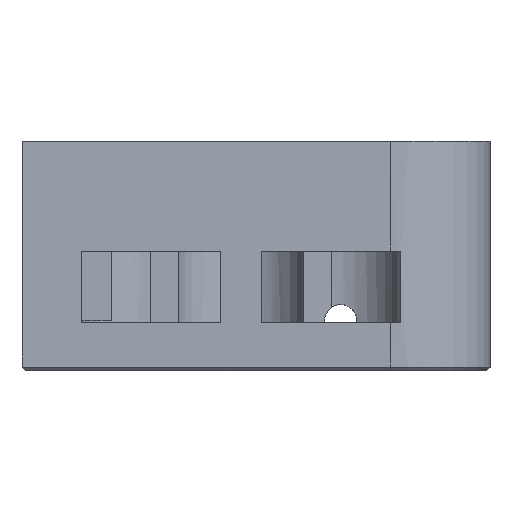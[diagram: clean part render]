
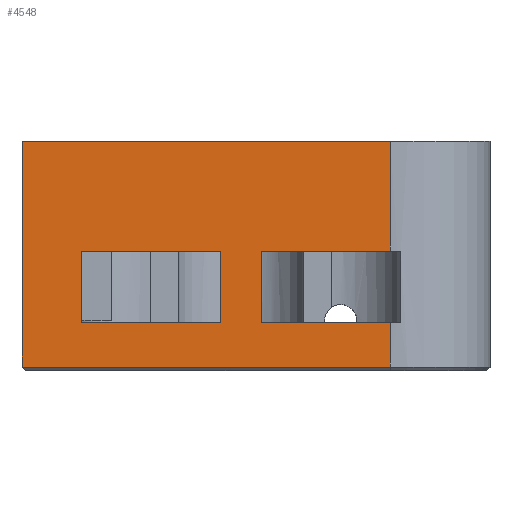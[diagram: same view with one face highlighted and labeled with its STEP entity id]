
A CAD part, left-side view. The second image highlights one B-rep face of the part: STEP entity #4548.
In plain terms, the highlighted planar face has unit normal (-1, 0, 0).
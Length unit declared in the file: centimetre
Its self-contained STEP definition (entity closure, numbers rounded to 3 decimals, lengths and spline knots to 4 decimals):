
#240=VERTEX_POINT('',#6229);
#241=VERTEX_POINT('',#6231);
#315=VERTEX_POINT('',#6566);
#316=VERTEX_POINT('',#6568);
#319=VERTEX_POINT('',#6574);
#320=VERTEX_POINT('',#6578);
#321=VERTEX_POINT('',#6580);
#322=VERTEX_POINT('',#6583);
#323=VERTEX_POINT('',#6586);
#324=VERTEX_POINT('',#6587);
#325=VERTEX_POINT('',#6589);
#326=VERTEX_POINT('',#6591);
#720=VECTOR('',#5178,1.);
#794=VECTOR('',#5358,1.);
#796=VECTOR('',#5364,1.);
#797=VECTOR('',#5366,1.);
#798=VECTOR('',#5367,1.);
#799=VECTOR('',#5368,1.);
#800=VECTOR('',#5369,1.);
#801=VECTOR('',#5370,1.);
#802=VECTOR('',#5371,1.);
#803=VECTOR('',#5372,1.);
#804=VECTOR('',#5373,1.);
#805=VECTOR('',#5374,1.);
#1273=LINE('',#6230,#720);
#1347=LINE('',#6567,#794);
#1349=LINE('',#6575,#796);
#1350=LINE('',#6577,#797);
#1351=LINE('',#6579,#798);
#1352=LINE('',#6581,#799);
#1353=LINE('',#6582,#800);
#1354=LINE('',#6584,#801);
#1355=LINE('',#6585,#802);
#1356=LINE('',#6588,#803);
#1357=LINE('',#6590,#804);
#1358=LINE('',#6592,#805);
#1837=EDGE_CURVE('',#240,#241,#1273,.T.);
#1951=EDGE_CURVE('',#315,#316,#1347,.T.);
#1955=EDGE_CURVE('',#319,#240,#1349,.T.);
#1956=EDGE_CURVE('',#319,#320,#1350,.T.);
#1957=EDGE_CURVE('',#320,#321,#1351,.T.);
#1958=EDGE_CURVE('',#321,#316,#1352,.T.);
#1959=EDGE_CURVE('',#315,#322,#1353,.T.);
#1960=EDGE_CURVE('',#241,#322,#1354,.T.);
#1961=EDGE_CURVE('',#323,#324,#1355,.T.);
#1962=EDGE_CURVE('',#324,#325,#1356,.T.);
#1963=EDGE_CURVE('',#325,#326,#1357,.T.);
#1964=EDGE_CURVE('',#326,#323,#1358,.T.);
#2796=ORIENTED_EDGE('',*,*,#1837,.F.);
#2797=ORIENTED_EDGE('',*,*,#1955,.F.);
#2798=ORIENTED_EDGE('',*,*,#1956,.T.);
#2799=ORIENTED_EDGE('',*,*,#1957,.T.);
#2800=ORIENTED_EDGE('',*,*,#1958,.T.);
#2801=ORIENTED_EDGE('',*,*,#1951,.F.);
#2802=ORIENTED_EDGE('',*,*,#1959,.T.);
#2803=ORIENTED_EDGE('',*,*,#1960,.F.);
#2804=ORIENTED_EDGE('',*,*,#1961,.T.);
#2805=ORIENTED_EDGE('',*,*,#1962,.T.);
#2806=ORIENTED_EDGE('',*,*,#1963,.T.);
#2807=ORIENTED_EDGE('',*,*,#1964,.T.);
#3935=EDGE_LOOP('',(#2796,#2797,#2798,#2799,#2800,#2801,#2802,#2803));
#3936=EDGE_LOOP('',(#2804,#2805,#2806,#2807));
#4250=FACE_BOUND('',#3935,.T.);
#4251=FACE_BOUND('',#3936,.T.);
#4548=ADVANCED_FACE('',(#4250,#4251),#7577,.T.);
#4844=AXIS2_PLACEMENT_3D('',#6576,#5365,$);
#5178=DIRECTION('',(0.,1.,0.));
#5358=DIRECTION('',(0.,0.,-1.));
#5364=DIRECTION('',(0.,0.,-1.));
#5365=DIRECTION('',(-1.,0.,0.));
#5366=DIRECTION('',(0.,1.,0.));
#5367=DIRECTION('',(0.,0.,1.));
#5368=DIRECTION('',(0.,-1.,0.));
#5369=DIRECTION('',(0.,1.,0.));
#5370=DIRECTION('',(0.,0.,1.));
#5371=DIRECTION('',(0.,0.,1.));
#5372=DIRECTION('',(0.,-1.,0.));
#5373=DIRECTION('',(0.,0.,-1.));
#5374=DIRECTION('',(0.,1.,0.));
#6229=CARTESIAN_POINT('',(-1.8,-1.5,0.035));
#6230=CARTESIAN_POINT('',(-1.8,-0.1398,0.035));
#6231=CARTESIAN_POINT('',(-1.8,2.2,0.035));
#6566=CARTESIAN_POINT('',(-1.8,-1.5,2.3));
#6567=CARTESIAN_POINT('',(-1.8,-1.5,0.));
#6568=CARTESIAN_POINT('',(-1.8,-1.5,1.2));
#6574=CARTESIAN_POINT('',(-1.8,-1.5,0.48));
#6575=CARTESIAN_POINT('',(-1.8,-1.5,0.));
#6576=CARTESIAN_POINT('',(-1.8,-0.15,0.));
#6577=CARTESIAN_POINT('',(-1.8,-0.5051,0.48));
#6578=CARTESIAN_POINT('',(-1.8,-0.2051,0.48));
#6579=CARTESIAN_POINT('',(-1.8,-0.2051,0.6));
#6580=CARTESIAN_POINT('',(-1.8,-0.2051,1.2));
#6581=CARTESIAN_POINT('',(-1.8,-0.5051,1.2));
#6582=CARTESIAN_POINT('',(-1.8,-2.5,2.3));
#6583=CARTESIAN_POINT('',(-1.8,2.2,2.3));
#6584=CARTESIAN_POINT('',(-1.8,2.2,0.));
#6585=CARTESIAN_POINT('',(-1.8,1.6051,0.6));
#6586=CARTESIAN_POINT('',(-1.8,1.6051,0.48));
#6587=CARTESIAN_POINT('',(-1.8,1.6051,1.2));
#6588=CARTESIAN_POINT('',(-1.8,0.3551,1.2));
#6589=CARTESIAN_POINT('',(-1.8,0.2051,1.2));
#6590=CARTESIAN_POINT('',(-1.8,0.2051,0.6));
#6591=CARTESIAN_POINT('',(-1.8,0.2051,0.48));
#6592=CARTESIAN_POINT('',(-1.8,0.3551,0.48));
#7577=PLANE('',#4844);
